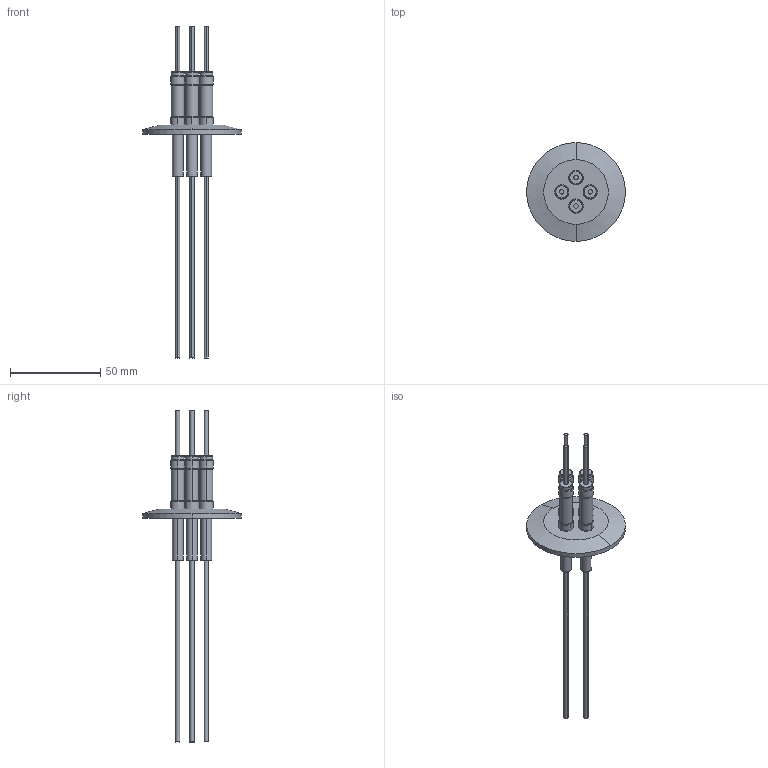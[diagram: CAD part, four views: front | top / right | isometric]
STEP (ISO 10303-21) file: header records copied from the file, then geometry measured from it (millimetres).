
FILE_DESCRIPTION (( 'STEP AP214' ), '1' );
FILE_NAME ('120XST040-10-30-4.step', '2017-07-10T09:34:34', ( 'install' ), ( '' ), 'SwSTEP 2.0', 'SolidWorks 2015', '' );
FILE_SCHEMA (( 'AUTOMOTIVE_DESIGN' ));
Length unit declared in the file: inch
Products named in the file (1): 120XST040-10-30-4
Bounding box: 54.86 x 54.86 x 184.15 mm (x, y, z)
Volume: 18651.6 mm3; surface area: 19149.9 mm2
Topology: 1 solids, 1 shells, 252 faces, 572 edges, 356 vertices
Faces by surface type: cylinder 134, cone 58, plane 36, torus 24
Entity records: 7408 total; most frequent: DIRECTION 1442, CARTESIAN_POINT 1385, ORIENTED_EDGE 1144, AXIS2_PLACEMENT_3D 625, EDGE_CURVE 572, CIRCLE 372, VERTEX_POINT 356, EDGE_LOOP 286
